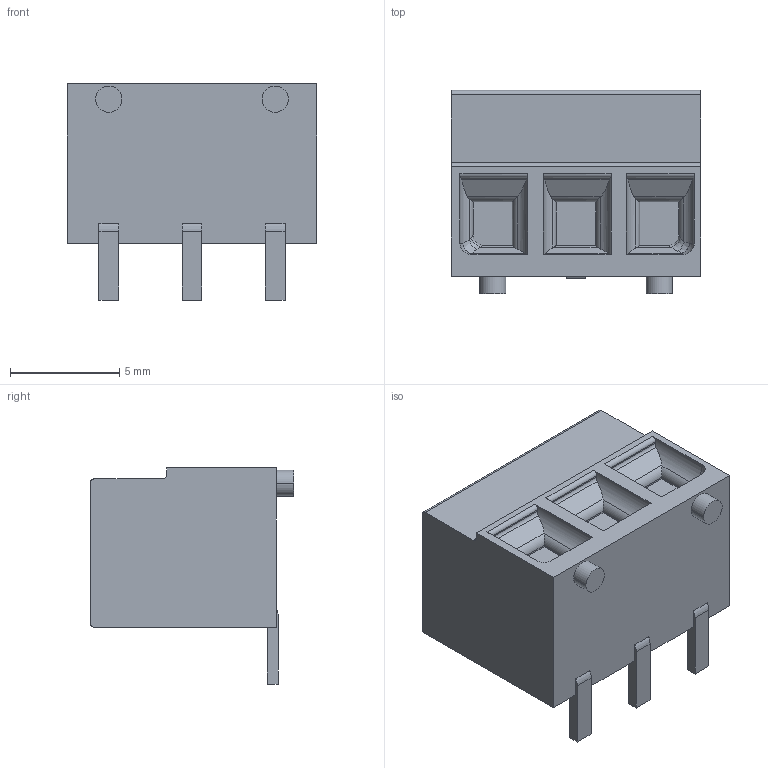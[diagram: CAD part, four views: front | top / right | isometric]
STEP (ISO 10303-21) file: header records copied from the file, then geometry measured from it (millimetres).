
FILE_DESCRIPTION((''),'2;1');
FILE_NAME('C-2383945-3','2021-02-24T01:25:51',('workeradm'),('TE Connectivity Ltd.'),'CREO PARAMETRIC BY PTC INC, 2019292','CREO PARAMETRIC BY PTC INC, 2019292','');
FILE_SCHEMA(('AUTOMOTIVE_DESIGN { 1 0 10303 214 1 1 1 1 }'));
Length unit declared in the file: millimetre
Products named in the file (1): C-2383945-3
Bounding box: 11.43 x 9.3 x 9.9 mm (x, y, z)
Volume: 629.1 mm3; surface area: 616.4 mm2
Topology: 1 solids, 1 shells, 221 faces, 604 edges, 401 vertices
Faces by surface type: plane 121, cylinder 81, bspline 10, cone 3, extrusion 3, torus 3
Entity records: 8434 total; most frequent: CARTESIAN_POINT 2919, ORIENTED_EDGE 1198, DIRECTION 963, EDGE_CURVE 599, VERTEX_POINT 391, VECTOR 335, LINE 332, AXIS2_PLACEMENT_3D 314
